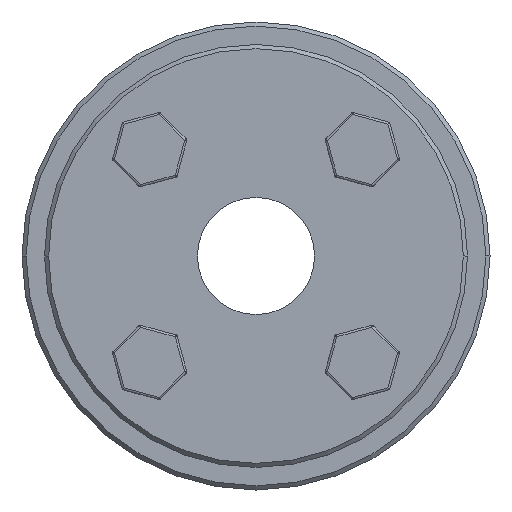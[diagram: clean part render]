
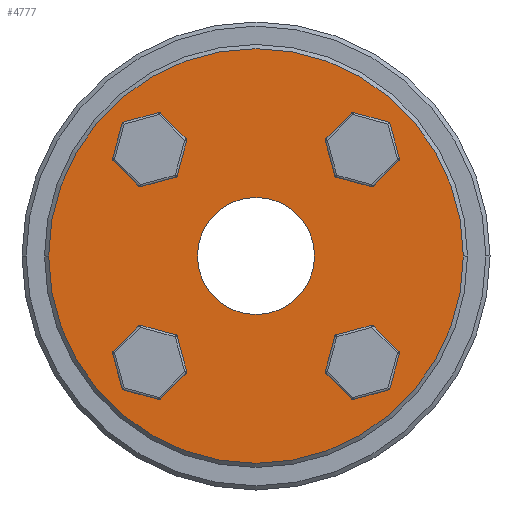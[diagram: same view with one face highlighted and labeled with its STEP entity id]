
A CAD part, left-side view. The second image highlights one B-rep face of the part: STEP entity #4777.
In plain terms, the highlighted planar face has unit normal (-1, 0, 0).
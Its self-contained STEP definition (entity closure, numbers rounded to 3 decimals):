
#594 = CARTESIAN_POINT ( 'NONE',  ( -29., 0., 0. ) ) ;
#595 = DIRECTION ( 'NONE',  ( -1., 0., 0. ) ) ;
#596 = DIRECTION ( 'NONE',  ( 0., -1., 0. ) ) ;
#1444 = AXIS2_PLACEMENT_3D ( 'NONE', #2598, #2600, #2601 ) ;
#1448 = AXIS2_PLACEMENT_3D ( 'NONE', #2587, #2590, #2591 ) ;
#1451 = AXIS2_PLACEMENT_3D ( 'NONE', #2619, #2621, #2622 ) ;
#2154 = CIRCLE ( 'NONE', #1448, 7. ) ;
#2160 = CIRCLE ( 'NONE', #1444, 7. ) ;
#2166 = CIRCLE ( 'NONE', #1451, 24.809 ) ;
#2587 = CARTESIAN_POINT ( 'NONE',  ( -29., 0., 0. ) ) ;
#2590 = DIRECTION ( 'NONE',  ( 1., 0., 0. ) ) ;
#2591 = DIRECTION ( 'NONE',  ( 0., 1., 0. ) ) ;
#2598 = CARTESIAN_POINT ( 'NONE',  ( -29., 0., 0. ) ) ;
#2600 = DIRECTION ( 'NONE',  ( 1., 0., 0. ) ) ;
#2601 = DIRECTION ( 'NONE',  ( 0., 1., 0. ) ) ;
#2619 = CARTESIAN_POINT ( 'NONE',  ( -29., 0., 0. ) ) ;
#2621 = DIRECTION ( 'NONE',  ( -1., 0., 0. ) ) ;
#2622 = DIRECTION ( 'NONE',  ( 0., -1., 0. ) ) ;
#4777 = ADVANCED_FACE ( 'NONE', ( #8921, #8924 ), #9341, .T. ) ;
#5024 = VERTEX_POINT ( 'NONE', #10198 ) ;
#5025 = VERTEX_POINT ( 'NONE', #10199 ) ;
#5101 = VERTEX_POINT ( 'NONE', #10275 ) ;
#5102 = VERTEX_POINT ( 'NONE', #10276 ) ;
#5397 = EDGE_CURVE ( 'NONE', #5102, #5101, #10870, .T. ) ;
#5549 = ORIENTED_EDGE ( 'NONE', *, *, #7265, .T. ) ;
#5550 = ORIENTED_EDGE ( 'NONE', *, *, #5397, .T. ) ;
#5551 = ORIENTED_EDGE ( 'NONE', *, *, #7253, .T. ) ;
#5552 = ORIENTED_EDGE ( 'NONE', *, *, #7258, .T. ) ;
#6843 = EDGE_LOOP ( 'NONE', ( #5549, #5550 ) ) ;
#6869 = EDGE_LOOP ( 'NONE', ( #5551, #5552 ) ) ;
#7253 = EDGE_CURVE ( 'NONE', #5024, #5025, #2154, .T. ) ;
#7258 = EDGE_CURVE ( 'NONE', #5025, #5024, #2160, .T. ) ;
#7265 = EDGE_CURVE ( 'NONE', #5101, #5102, #2166, .T. ) ;
#8145 = AXIS2_PLACEMENT_3D ( 'NONE', #9340, #9343, #9344 ) ;
#8921 = FACE_OUTER_BOUND ( 'NONE', #6843, .T. ) ;
#8924 = FACE_BOUND ( 'NONE', #6869, .T. ) ;
#9340 = CARTESIAN_POINT ( 'NONE',  ( -29., 7., 0. ) ) ;
#9341 = PLANE ( 'NONE',  #8145 ) ;
#9343 = DIRECTION ( 'NONE',  ( -1., 0., 0. ) ) ;
#9344 = DIRECTION ( 'NONE',  ( 0., -1., 0. ) ) ;
#9744 = AXIS2_PLACEMENT_3D ( 'NONE', #594, #595, #596 ) ;
#10198 = CARTESIAN_POINT ( 'NONE',  ( -29., 7., 0. ) ) ;
#10199 = CARTESIAN_POINT ( 'NONE',  ( -29., -7., 0. ) ) ;
#10275 = CARTESIAN_POINT ( 'NONE',  ( -29., 24.809, 0. ) ) ;
#10276 = CARTESIAN_POINT ( 'NONE',  ( -29., -24.809, 0. ) ) ;
#10870 = CIRCLE ( 'NONE', #9744, 24.809 ) ;
